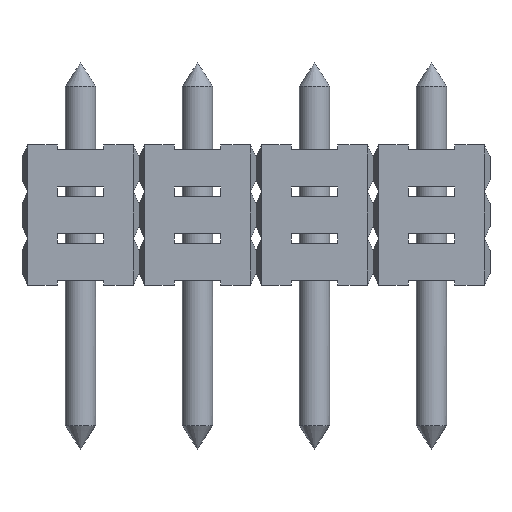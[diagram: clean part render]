
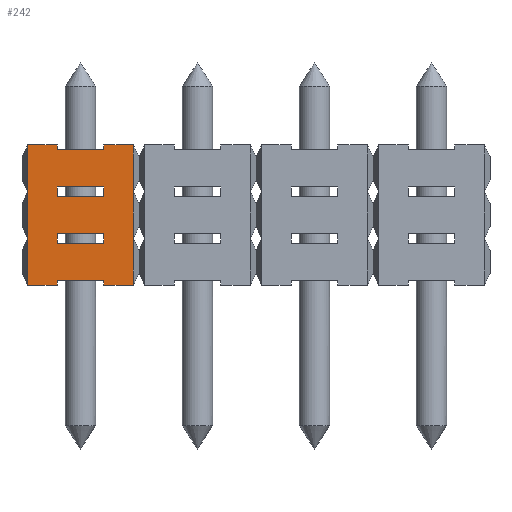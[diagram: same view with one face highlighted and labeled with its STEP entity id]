
A CAD part, front view. The second image highlights one B-rep face of the part: STEP entity #242.
In plain terms, the highlighted planar face has unit normal (0, -1, 0).
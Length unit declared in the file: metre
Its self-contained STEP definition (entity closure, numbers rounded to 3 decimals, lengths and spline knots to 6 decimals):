
#242=ADVANCED_FACE('',(#679,#680,#681),#682,.T.);
#679=FACE_BOUND('',#1368,.T.);
#680=FACE_OUTER_BOUND('',#1369,.T.);
#681=FACE_BOUND('',#1370,.T.);
#682=PLANE('',#1371);
#1368=EDGE_LOOP('',(#2075,#2076,#2077,#2078));
#1369=EDGE_LOOP('',(#2079,#2080,#2081,#2082,#2083,#2084,#2085,#2086,#2087,#2088,#2089,#2090,#2091,#2092,#2093,#2094));
#1370=EDGE_LOOP('',(#2095,#2096,#2097,#2098));
#1371=AXIS2_PLACEMENT_3D('',#2099,#2100,#2101);
#2075=ORIENTED_EDGE('',*,*,#3840,.T.);
#2076=ORIENTED_EDGE('',*,*,#3841,.T.);
#2077=ORIENTED_EDGE('',*,*,#3842,.T.);
#2078=ORIENTED_EDGE('',*,*,#3843,.T.);
#2079=ORIENTED_EDGE('',*,*,#3837,.F.);
#2080=ORIENTED_EDGE('',*,*,#3844,.F.);
#2081=ORIENTED_EDGE('',*,*,#3845,.F.);
#2082=ORIENTED_EDGE('',*,*,#3846,.T.);
#2083=ORIENTED_EDGE('',*,*,#3847,.T.);
#2084=ORIENTED_EDGE('',*,*,#3848,.T.);
#2085=ORIENTED_EDGE('',*,*,#3849,.T.);
#2086=ORIENTED_EDGE('',*,*,#3850,.T.);
#2087=ORIENTED_EDGE('',*,*,#3851,.F.);
#2088=ORIENTED_EDGE('',*,*,#3852,.F.);
#2089=ORIENTED_EDGE('',*,*,#3853,.F.);
#2090=ORIENTED_EDGE('',*,*,#3854,.T.);
#2091=ORIENTED_EDGE('',*,*,#3855,.T.);
#2092=ORIENTED_EDGE('',*,*,#3856,.T.);
#2093=ORIENTED_EDGE('',*,*,#3857,.T.);
#2094=ORIENTED_EDGE('',*,*,#3858,.T.);
#2095=ORIENTED_EDGE('',*,*,#3859,.T.);
#2096=ORIENTED_EDGE('',*,*,#3860,.T.);
#2097=ORIENTED_EDGE('',*,*,#3861,.T.);
#2098=ORIENTED_EDGE('',*,*,#3862,.T.);
#2099=CARTESIAN_POINT('',(0.1,-0.03466,-0.038506));
#2100=DIRECTION('',(0.0,-1.0,0.));
#2101=DIRECTION('',(0.0,0.,-1.0));
#3837=EDGE_CURVE('',#4541,#4543,#4544,.T.);
#3840=EDGE_CURVE('',#4547,#4548,#4549,.T.);
#3841=EDGE_CURVE('',#4548,#4550,#4551,.T.);
#3842=EDGE_CURVE('',#4550,#4552,#4553,.T.);
#3843=EDGE_CURVE('',#4552,#4547,#4554,.T.);
#3844=EDGE_CURVE('',#4555,#4541,#4556,.T.);
#3845=EDGE_CURVE('',#4557,#4555,#4558,.T.);
#3846=EDGE_CURVE('',#4557,#4559,#4560,.T.);
#3847=EDGE_CURVE('',#4559,#4561,#4562,.T.);
#3848=EDGE_CURVE('',#4561,#4563,#4564,.T.);
#3849=EDGE_CURVE('',#4563,#4565,#4566,.T.);
#3850=EDGE_CURVE('',#4565,#4567,#4568,.T.);
#3851=EDGE_CURVE('',#4569,#4567,#4570,.T.);
#3852=EDGE_CURVE('',#4571,#4569,#4572,.T.);
#3853=EDGE_CURVE('',#4573,#4571,#4574,.T.);
#3854=EDGE_CURVE('',#4573,#4575,#4576,.T.);
#3855=EDGE_CURVE('',#4575,#4577,#4578,.T.);
#3856=EDGE_CURVE('',#4577,#4579,#4580,.T.);
#3857=EDGE_CURVE('',#4579,#4581,#4582,.T.);
#3858=EDGE_CURVE('',#4581,#4543,#4583,.T.);
#3859=EDGE_CURVE('',#4584,#4585,#4586,.T.);
#3860=EDGE_CURVE('',#4585,#4587,#4588,.T.);
#3861=EDGE_CURVE('',#4587,#4589,#4590,.T.);
#3862=EDGE_CURVE('',#4589,#4584,#4591,.T.);
#4541=VERTEX_POINT('',#5520);
#4543=VERTEX_POINT('',#5523);
#4544=LINE('',#5524,#5525);
#4547=VERTEX_POINT('',#5529);
#4548=VERTEX_POINT('',#5530);
#4549=LINE('',#5531,#5532);
#4550=VERTEX_POINT('',#5533);
#4551=LINE('',#5534,#5535);
#4552=VERTEX_POINT('',#5536);
#4553=LINE('',#5537,#5538);
#4554=LINE('',#5539,#5540);
#4555=VERTEX_POINT('',#5541);
#4556=LINE('',#5542,#5543);
#4557=VERTEX_POINT('',#5544);
#4558=LINE('',#5545,#5546);
#4559=VERTEX_POINT('',#5547);
#4560=LINE('',#5548,#5549);
#4561=VERTEX_POINT('',#5550);
#4562=LINE('',#5551,#5552);
#4563=VERTEX_POINT('',#5553);
#4564=LINE('',#5554,#5555);
#4565=VERTEX_POINT('',#5556);
#4566=LINE('',#5557,#5558);
#4567=VERTEX_POINT('',#5559);
#4568=LINE('',#5560,#5561);
#4569=VERTEX_POINT('',#5562);
#4570=LINE('',#5563,#5564);
#4571=VERTEX_POINT('',#5565);
#4572=LINE('',#5566,#5567);
#4573=VERTEX_POINT('',#5568);
#4574=LINE('',#5569,#5570);
#4575=VERTEX_POINT('',#5571);
#4576=LINE('',#5572,#5573);
#4577=VERTEX_POINT('',#5574);
#4578=LINE('',#5575,#5576);
#4579=VERTEX_POINT('',#5577);
#4580=LINE('',#5578,#5579);
#4581=VERTEX_POINT('',#5580);
#4582=LINE('',#5581,#5582);
#4583=LINE('',#5583,#5584);
#4584=VERTEX_POINT('',#5585);
#4585=VERTEX_POINT('',#5586);
#4586=LINE('',#5587,#5588);
#4587=VERTEX_POINT('',#5589);
#4588=LINE('',#5590,#5591);
#4589=VERTEX_POINT('',#5592);
#4590=LINE('',#5593,#5594);
#4591=LINE('',#5595,#5596);
#5520=CARTESIAN_POINT('',(0.0934,-0.03466,-0.002));
#5523=CARTESIAN_POINT('',(0.0934,-0.03466,0.));
#5524=CARTESIAN_POINT('',(0.0934,-0.03466,-0.038506));
#5525=VECTOR('',#6900,1.0);
#5529=CARTESIAN_POINT('',(0.09465,-0.03466,-0.0038));
#5530=CARTESIAN_POINT('',(0.09665,-0.03466,-0.0038));
#5531=CARTESIAN_POINT('',(0.09665,-0.03466,-0.0038));
#5532=VECTOR('',#6902,1.0);
#5533=CARTESIAN_POINT('',(0.09665,-0.03466,-0.0042));
#5534=CARTESIAN_POINT('',(0.09665,-0.03466,-0.004));
#5535=VECTOR('',#6903,1.0);
#5536=CARTESIAN_POINT('',(0.09465,-0.03466,-0.0042));
#5537=CARTESIAN_POINT('',(0.09465,-0.03466,-0.0042));
#5538=VECTOR('',#6904,1.0);
#5539=CARTESIAN_POINT('',(0.09465,-0.03466,-0.0038));
#5540=VECTOR('',#6905,1.0);
#5541=CARTESIAN_POINT('',(0.0934,-0.03466,-0.004));
#5542=CARTESIAN_POINT('',(0.0934,-0.03466,-0.040506));
#5543=VECTOR('',#6906,1.0);
#5544=CARTESIAN_POINT('',(0.0934,-0.03466,-0.006));
#5545=CARTESIAN_POINT('',(0.0934,-0.03466,-0.042506));
#5546=VECTOR('',#6907,1.0);
#5547=CARTESIAN_POINT('',(0.09465,-0.03466,-0.006));
#5548=CARTESIAN_POINT('',(0.09465,-0.03466,-0.006));
#5549=VECTOR('',#6908,1.0);
#5550=CARTESIAN_POINT('',(0.09465,-0.03466,-0.0058));
#5551=CARTESIAN_POINT('',(0.09465,-0.03466,-0.0058));
#5552=VECTOR('',#6909,1.0);
#5553=CARTESIAN_POINT('',(0.09665,-0.03466,-0.0058));
#5554=CARTESIAN_POINT('',(0.09665,-0.03466,-0.0058));
#5555=VECTOR('',#6910,1.0);
#5556=CARTESIAN_POINT('',(0.09665,-0.03466,-0.006));
#5557=CARTESIAN_POINT('',(0.09665,-0.03466,-0.006));
#5558=VECTOR('',#6911,1.0);
#5559=CARTESIAN_POINT('',(0.0979,-0.03466,-0.006));
#5560=CARTESIAN_POINT('',(0.0979,-0.03466,-0.006));
#5561=VECTOR('',#6912,1.0);
#5562=CARTESIAN_POINT('',(0.0979,-0.03466,-0.004));
#5563=CARTESIAN_POINT('',(0.0979,-0.03466,-0.042506));
#5564=VECTOR('',#6913,1.0);
#5565=CARTESIAN_POINT('',(0.0979,-0.03466,-0.002));
#5566=CARTESIAN_POINT('',(0.0979,-0.03466,-0.040506));
#5567=VECTOR('',#6914,1.0);
#5568=CARTESIAN_POINT('',(0.0979,-0.03466,0.));
#5569=CARTESIAN_POINT('',(0.0979,-0.03466,-0.038506));
#5570=VECTOR('',#6915,1.0);
#5571=CARTESIAN_POINT('',(0.09665,-0.03466,0.));
#5572=CARTESIAN_POINT('',(0.09665,-0.03466,0.));
#5573=VECTOR('',#6916,1.0);
#5574=CARTESIAN_POINT('',(0.09665,-0.03466,-0.0002));
#5575=CARTESIAN_POINT('',(0.09665,-0.03466,-0.0002));
#5576=VECTOR('',#6917,1.0);
#5577=CARTESIAN_POINT('',(0.09465,-0.03466,-0.0002));
#5578=CARTESIAN_POINT('',(0.09465,-0.03466,-0.0002));
#5579=VECTOR('',#6918,1.0);
#5580=CARTESIAN_POINT('',(0.09465,-0.03466,0.));
#5581=CARTESIAN_POINT('',(0.09465,-0.03466,0.));
#5582=VECTOR('',#6919,1.0);
#5583=CARTESIAN_POINT('',(0.0934,-0.03466,0.));
#5584=VECTOR('',#6920,1.0);
#5585=CARTESIAN_POINT('',(0.09665,-0.03466,-0.0018));
#5586=CARTESIAN_POINT('',(0.09665,-0.03466,-0.0022));
#5587=CARTESIAN_POINT('',(0.09665,-0.03466,-0.002));
#5588=VECTOR('',#6921,1.0);
#5589=CARTESIAN_POINT('',(0.09465,-0.03466,-0.0022));
#5590=CARTESIAN_POINT('',(0.09465,-0.03466,-0.0022));
#5591=VECTOR('',#6922,1.0);
#5592=CARTESIAN_POINT('',(0.09465,-0.03466,-0.0018));
#5593=CARTESIAN_POINT('',(0.09465,-0.03466,-0.0018));
#5594=VECTOR('',#6923,1.0);
#5595=CARTESIAN_POINT('',(0.09665,-0.03466,-0.0018));
#5596=VECTOR('',#6924,1.0);
#6900=DIRECTION('',(0.,0.,1.0));
#6902=DIRECTION('',(1.0,0.0,0.0));
#6903=DIRECTION('',(0.0,0.,-1.0));
#6904=DIRECTION('',(-1.0,-0.0,0.0));
#6905=DIRECTION('',(0.0,0.,1.0));
#6906=DIRECTION('',(0.,0.,1.0));
#6907=DIRECTION('',(0.,0.,1.0));
#6908=DIRECTION('',(1.0,0.0,0.0));
#6909=DIRECTION('',(0.0,0.,1.0));
#6910=DIRECTION('',(1.0,0.0,0.0));
#6911=DIRECTION('',(0.0,0.,-1.0));
#6912=DIRECTION('',(1.0,0.0,0.0));
#6913=DIRECTION('',(0.,0.,-1.0));
#6914=DIRECTION('',(0.,0.,-1.0));
#6915=DIRECTION('',(0.,0.,-1.0));
#6916=DIRECTION('',(-1.0,-0.0,0.0));
#6917=DIRECTION('',(0.0,0.,-1.0));
#6918=DIRECTION('',(-1.0,-0.0,0.0));
#6919=DIRECTION('',(0.0,0.,1.0));
#6920=DIRECTION('',(-1.0,-0.0,0.0));
#6921=DIRECTION('',(0.0,0.,-1.0));
#6922=DIRECTION('',(-1.0,-0.0,0.0));
#6923=DIRECTION('',(0.0,0.,1.0));
#6924=DIRECTION('',(1.0,0.0,0.0));
